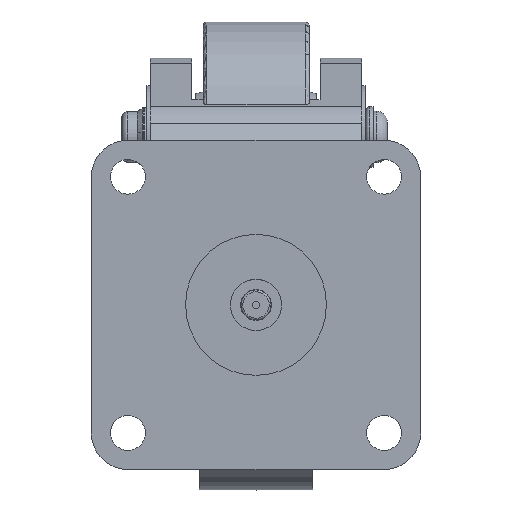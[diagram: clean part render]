
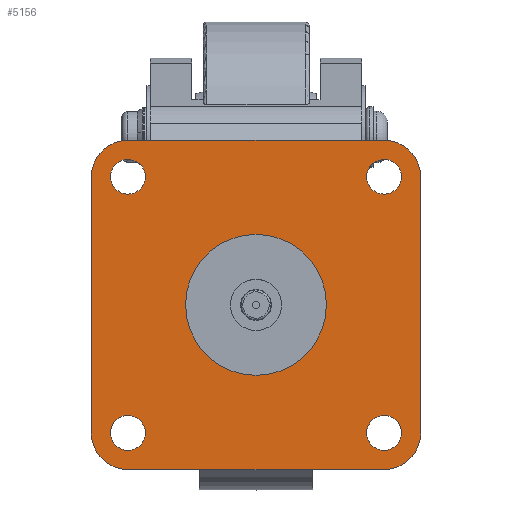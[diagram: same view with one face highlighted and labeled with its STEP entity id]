
A CAD part, top view. The second image highlights one B-rep face of the part: STEP entity #5156.
In plain terms, the highlighted face is planar.
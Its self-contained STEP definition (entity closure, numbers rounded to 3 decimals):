
#4794=CARTESIAN_POINT('',(-0.853,-1.191,3.962));
#4795=VERTEX_POINT('',#4794);
#4804=CARTESIAN_POINT('',(-0.853,-1.565,3.962));
#4805=VERTEX_POINT('',#4804);
#4806=CARTESIAN_POINT('',(-0.853,-1.378,3.962));
#4807=DIRECTION('',(0.0,0.0,1.0));
#4808=DIRECTION('',(0.0,-1.0,0.0));
#4809=AXIS2_PLACEMENT_3D('',#4806,#4807,#4808);
#4810=CIRCLE('',#4809,0.187);
#4811=EDGE_CURVE('',#4795,#4805,#4810,.T.);
#4836=CARTESIAN_POINT('',(-0.853,1.565,3.962));
#4837=VERTEX_POINT('',#4836);
#4846=CARTESIAN_POINT('',(-0.853,1.19,3.962));
#4847=VERTEX_POINT('',#4846);
#4848=CARTESIAN_POINT('',(-0.853,1.378,3.962));
#4849=DIRECTION('',(0.0,0.0,1.0));
#4850=DIRECTION('',(0.0,-1.0,0.0));
#4851=AXIS2_PLACEMENT_3D('',#4848,#4849,#4850);
#4852=CIRCLE('',#4851,0.187);
#4853=EDGE_CURVE('',#4837,#4847,#4852,.T.);
#4880=CARTESIAN_POINT('',(0.525,-0.758,3.962));
#4881=VERTEX_POINT('',#4880);
#4897=CARTESIAN_POINT('',(0.525,0.757,3.962));
#4898=VERTEX_POINT('',#4897);
#4905=CARTESIAN_POINT('',(0.525,0.,3.962));
#4906=DIRECTION('',(0.0,0.0,1.0));
#4907=DIRECTION('',(0.0,-1.0,0.0));
#4908=AXIS2_PLACEMENT_3D('',#4905,#4906,#4907);
#4909=CIRCLE('',#4908,0.758);
#4910=EDGE_CURVE('',#4898,#4881,#4909,.T.);
#4920=CARTESIAN_POINT('',(1.903,-1.191,3.962));
#4921=VERTEX_POINT('',#4920);
#4930=CARTESIAN_POINT('',(1.903,-1.565,3.962));
#4931=VERTEX_POINT('',#4930);
#4932=CARTESIAN_POINT('',(1.903,-1.378,3.962));
#4933=DIRECTION('',(0.0,0.0,1.0));
#4934=DIRECTION('',(0.0,-1.0,0.0));
#4935=AXIS2_PLACEMENT_3D('',#4932,#4933,#4934);
#4936=CIRCLE('',#4935,0.187);
#4937=EDGE_CURVE('',#4921,#4931,#4936,.T.);
#4962=CARTESIAN_POINT('',(1.903,1.565,3.962));
#4963=VERTEX_POINT('',#4962);
#4972=CARTESIAN_POINT('',(1.903,1.19,3.962));
#4973=VERTEX_POINT('',#4972);
#4974=CARTESIAN_POINT('',(1.903,1.378,3.962));
#4975=DIRECTION('',(0.0,0.0,1.0));
#4976=DIRECTION('',(0.0,-1.0,0.0));
#4977=AXIS2_PLACEMENT_3D('',#4974,#4975,#4976);
#4978=CIRCLE('',#4977,0.187);
#4979=EDGE_CURVE('',#4963,#4973,#4978,.T.);
#5004=CARTESIAN_POINT('',(-0.853,1.771,3.962));
#5005=VERTEX_POINT('',#5004);
#5006=CARTESIAN_POINT('',(-1.247,1.378,3.962));
#5007=VERTEX_POINT('',#5006);
#5008=CARTESIAN_POINT('',(-0.853,1.378,3.962));
#5009=DIRECTION('',(0.0,0.0,1.0));
#5010=DIRECTION('',(0.0,-1.0,0.0));
#5011=AXIS2_PLACEMENT_3D('',#5008,#5009,#5010);
#5012=CIRCLE('',#5011,0.394);
#5013=EDGE_CURVE('',#5005,#5007,#5012,.T.);
#5041=CARTESIAN_POINT('',(-1.424,1.948,3.962));
#5042=DIRECTION('',(0.0,0.0,1.0));
#5043=DIRECTION('',(0.0,-1.0,0.0));
#5044=AXIS2_PLACEMENT_3D('',#5041,#5042,#5043);
#5045=PLANE('',#5044);
#5046=CARTESIAN_POINT('',(1.903,1.771,3.962));
#5047=VERTEX_POINT('',#5046);
#5048=CARTESIAN_POINT('',(1.903,1.771,3.962));
#5049=DIRECTION('',(-1.0,0.0,0.0));
#5050=VECTOR('',#5049,2.756);
#5051=LINE('',#5048,#5050);
#5052=EDGE_CURVE('',#5047,#5005,#5051,.T.);
#5053=ORIENTED_EDGE('',*,*,#5052,.T.);
#5054=ORIENTED_EDGE('',*,*,#5013,.T.);
#5055=CARTESIAN_POINT('',(-1.247,-1.378,3.962));
#5056=VERTEX_POINT('',#5055);
#5057=CARTESIAN_POINT('',(-1.247,1.378,3.962));
#5058=DIRECTION('',(0.0,-1.0,0.0));
#5059=VECTOR('',#5058,2.756);
#5060=LINE('',#5057,#5059);
#5061=EDGE_CURVE('',#5007,#5056,#5060,.T.);
#5062=ORIENTED_EDGE('',*,*,#5061,.T.);
#5063=CARTESIAN_POINT('',(-0.853,-1.772,3.962));
#5064=VERTEX_POINT('',#5063);
#5065=CARTESIAN_POINT('',(-0.853,-1.378,3.962));
#5066=DIRECTION('',(0.0,0.0,1.0));
#5067=DIRECTION('',(0.0,-1.0,0.0));
#5068=AXIS2_PLACEMENT_3D('',#5065,#5066,#5067);
#5069=CIRCLE('',#5068,0.394);
#5070=EDGE_CURVE('',#5056,#5064,#5069,.T.);
#5071=ORIENTED_EDGE('',*,*,#5070,.T.);
#5072=CARTESIAN_POINT('',(1.903,-1.772,3.962));
#5073=VERTEX_POINT('',#5072);
#5074=CARTESIAN_POINT('',(-0.853,-1.772,3.962));
#5075=DIRECTION('',(1.0,0.0,0.0));
#5076=VECTOR('',#5075,2.756);
#5077=LINE('',#5074,#5076);
#5078=EDGE_CURVE('',#5064,#5073,#5077,.T.);
#5079=ORIENTED_EDGE('',*,*,#5078,.T.);
#5080=CARTESIAN_POINT('',(2.296,-1.378,3.962));
#5081=VERTEX_POINT('',#5080);
#5082=CARTESIAN_POINT('',(1.903,-1.378,3.962));
#5083=DIRECTION('',(0.0,0.0,1.0));
#5084=DIRECTION('',(0.0,-1.0,0.0));
#5085=AXIS2_PLACEMENT_3D('',#5082,#5083,#5084);
#5086=CIRCLE('',#5085,0.394);
#5087=EDGE_CURVE('',#5073,#5081,#5086,.T.);
#5088=ORIENTED_EDGE('',*,*,#5087,.T.);
#5089=CARTESIAN_POINT('',(2.296,1.378,3.962));
#5090=VERTEX_POINT('',#5089);
#5091=CARTESIAN_POINT('',(2.296,-1.378,3.962));
#5092=DIRECTION('',(0.0,1.0,0.0));
#5093=VECTOR('',#5092,2.756);
#5094=LINE('',#5091,#5093);
#5095=EDGE_CURVE('',#5081,#5090,#5094,.T.);
#5096=ORIENTED_EDGE('',*,*,#5095,.T.);
#5097=CARTESIAN_POINT('',(1.903,1.378,3.962));
#5098=DIRECTION('',(0.0,0.0,1.0));
#5099=DIRECTION('',(0.0,-1.0,0.0));
#5100=AXIS2_PLACEMENT_3D('',#5097,#5098,#5099);
#5101=CIRCLE('',#5100,0.394);
#5102=EDGE_CURVE('',#5090,#5047,#5101,.T.);
#5103=ORIENTED_EDGE('',*,*,#5102,.T.);
#5104=EDGE_LOOP('',(#5053,#5054,#5062,#5071,#5079,#5088,#5096,#5103));
#5105=FACE_OUTER_BOUND('',#5104,.T.);
#5106=CARTESIAN_POINT('',(-0.853,1.378,3.962));
#5107=DIRECTION('',(0.0,0.0,1.0));
#5108=DIRECTION('',(0.0,-1.0,0.0));
#5109=AXIS2_PLACEMENT_3D('',#5106,#5107,#5108);
#5110=CIRCLE('',#5109,0.187);
#5111=EDGE_CURVE('',#4847,#4837,#5110,.T.);
#5112=ORIENTED_EDGE('',*,*,#5111,.F.);
#5113=ORIENTED_EDGE('',*,*,#4853,.F.);
#5114=EDGE_LOOP('',(#5112,#5113));
#5115=FACE_BOUND('',#5114,.T.);
#5116=CARTESIAN_POINT('',(1.903,-1.378,3.962));
#5117=DIRECTION('',(0.0,0.0,1.0));
#5118=DIRECTION('',(0.0,-1.0,0.0));
#5119=AXIS2_PLACEMENT_3D('',#5116,#5117,#5118);
#5120=CIRCLE('',#5119,0.187);
#5121=EDGE_CURVE('',#4931,#4921,#5120,.T.);
#5122=ORIENTED_EDGE('',*,*,#5121,.F.);
#5123=ORIENTED_EDGE('',*,*,#4937,.F.);
#5124=EDGE_LOOP('',(#5122,#5123));
#5125=FACE_BOUND('',#5124,.T.);
#5126=ORIENTED_EDGE('',*,*,#4910,.F.);
#5127=CARTESIAN_POINT('',(0.525,0.,3.962));
#5128=DIRECTION('',(0.0,0.0,1.0));
#5129=DIRECTION('',(0.0,-1.0,0.0));
#5130=AXIS2_PLACEMENT_3D('',#5127,#5128,#5129);
#5131=CIRCLE('',#5130,0.758);
#5132=EDGE_CURVE('',#4881,#4898,#5131,.T.);
#5133=ORIENTED_EDGE('',*,*,#5132,.F.);
#5134=EDGE_LOOP('',(#5126,#5133));
#5135=FACE_BOUND('',#5134,.T.);
#5136=CARTESIAN_POINT('',(-0.853,-1.378,3.962));
#5137=DIRECTION('',(0.0,0.0,1.0));
#5138=DIRECTION('',(0.0,-1.0,0.0));
#5139=AXIS2_PLACEMENT_3D('',#5136,#5137,#5138);
#5140=CIRCLE('',#5139,0.187);
#5141=EDGE_CURVE('',#4805,#4795,#5140,.T.);
#5142=ORIENTED_EDGE('',*,*,#5141,.F.);
#5143=ORIENTED_EDGE('',*,*,#4811,.F.);
#5144=EDGE_LOOP('',(#5142,#5143));
#5145=FACE_BOUND('',#5144,.T.);
#5146=CARTESIAN_POINT('',(1.903,1.378,3.962));
#5147=DIRECTION('',(0.0,0.0,1.0));
#5148=DIRECTION('',(0.0,-1.0,0.0));
#5149=AXIS2_PLACEMENT_3D('',#5146,#5147,#5148);
#5150=CIRCLE('',#5149,0.187);
#5151=EDGE_CURVE('',#4973,#4963,#5150,.T.);
#5152=ORIENTED_EDGE('',*,*,#5151,.F.);
#5153=ORIENTED_EDGE('',*,*,#4979,.F.);
#5154=EDGE_LOOP('',(#5152,#5153));
#5155=FACE_BOUND('',#5154,.T.);
#5156=ADVANCED_FACE('',(#5105,#5115,#5125,#5135,#5145,#5155),#5045,.T.);
